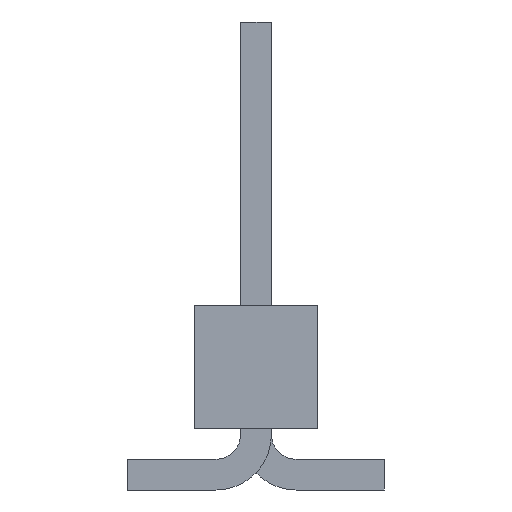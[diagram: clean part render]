
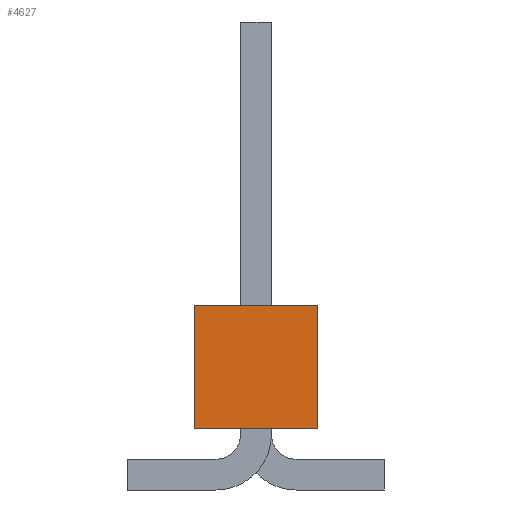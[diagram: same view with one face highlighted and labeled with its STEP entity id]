
A CAD part, left-side view. The second image highlights one B-rep face of the part: STEP entity #4627.
In plain terms, the highlighted face is planar.
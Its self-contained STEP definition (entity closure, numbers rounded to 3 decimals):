
#1040 = VERTEX_POINT('',#1041);
#1041 = CARTESIAN_POINT('',(19.05,1.27,1.27));
#1047 = EDGE_CURVE('',#1040,#1048,#1050,.T.);
#1048 = VERTEX_POINT('',#1049);
#1049 = CARTESIAN_POINT('',(19.05,1.27,-1.27));
#1050 = LINE('',#1051,#1052);
#1051 = CARTESIAN_POINT('',(19.05,1.27,1.27));
#1052 = VECTOR('',#1053,1.);
#1053 = DIRECTION('',(0.,0.,-1.));
#2446 = VERTEX_POINT('',#2447);
#2447 = CARTESIAN_POINT('',(19.05,-1.27,-1.27));
#2453 = EDGE_CURVE('',#2454,#2446,#2456,.T.);
#2454 = VERTEX_POINT('',#2455);
#2455 = CARTESIAN_POINT('',(19.05,-1.27,1.27));
#2456 = LINE('',#2457,#2458);
#2457 = CARTESIAN_POINT('',(19.05,-1.27,1.27));
#2458 = VECTOR('',#2459,1.);
#2459 = DIRECTION('',(0.,0.,-1.));
#3254 = EDGE_CURVE('',#1048,#2446,#3255,.T.);
#3255 = LINE('',#3256,#3257);
#3256 = CARTESIAN_POINT('',(19.05,1.27,-1.27));
#3257 = VECTOR('',#3258,1.);
#3258 = DIRECTION('',(0.,-1.,0.));
#3276 = EDGE_CURVE('',#1040,#2454,#3277,.T.);
#3277 = LINE('',#3278,#3279);
#3278 = CARTESIAN_POINT('',(19.05,1.27,1.27));
#3279 = VECTOR('',#3280,1.);
#3280 = DIRECTION('',(0.,-1.,0.));
#4627 = ADVANCED_FACE('',(#4628),#4634,.F.);
#4628 = FACE_BOUND('',#4629,.T.);
#4629 = EDGE_LOOP('',(#4630,#4631,#4632,#4633));
#4630 = ORIENTED_EDGE('',*,*,#2453,.T.);
#4631 = ORIENTED_EDGE('',*,*,#3254,.F.);
#4632 = ORIENTED_EDGE('',*,*,#1047,.F.);
#4633 = ORIENTED_EDGE('',*,*,#3276,.T.);
#4634 = PLANE('',#4635);
#4635 = AXIS2_PLACEMENT_3D('',#4636,#4637,#4638);
#4636 = CARTESIAN_POINT('',(19.05,1.27,1.27));
#4637 = DIRECTION('',(-1.,0.,0.));
#4638 = DIRECTION('',(0.,0.,1.));
